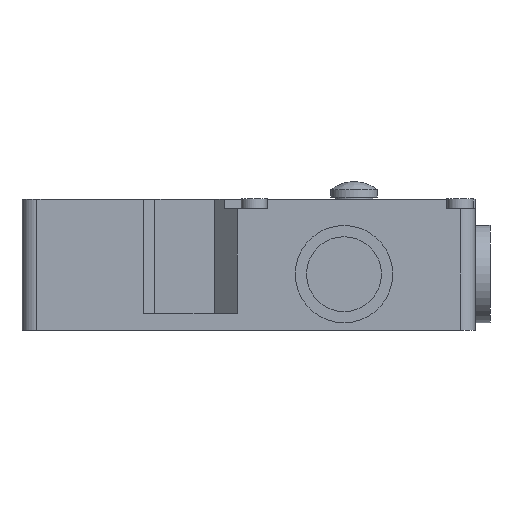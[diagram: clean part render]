
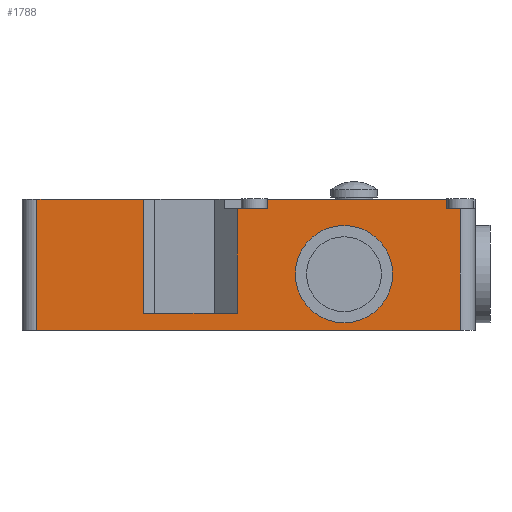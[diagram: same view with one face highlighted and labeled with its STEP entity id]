
A CAD part, front view. The second image highlights one B-rep face of the part: STEP entity #1788.
In plain terms, the highlighted planar face has unit normal (0, -1, 0).
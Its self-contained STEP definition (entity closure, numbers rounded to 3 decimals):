
#398 = LINE ( 'NONE', #399, #3216 ) ;
#399 = CARTESIAN_POINT ( 'NONE',  ( -25.5, 0., 35. ) ) ;
#400 = DIRECTION ( 'NONE',  ( 1., 0., 0. ) ) ;
#401 = LINE ( 'NONE', #402, #3217 ) ;
#402 = CARTESIAN_POINT ( 'NONE',  ( 27.5, 0., 33.75 ) ) ;
#403 = DIRECTION ( 'NONE',  ( 0., 0., 1. ) ) ;
#407 = LINE ( 'NONE', #408, #3219 ) ;
#408 = CARTESIAN_POINT ( 'NONE',  ( -25.5, 0., 35. ) ) ;
#409 = DIRECTION ( 'NONE',  ( 1., 0., 0. ) ) ;
#416 = LINE ( 'NONE', #417, #3222 ) ;
#417 = CARTESIAN_POINT ( 'NONE',  ( -20.5, 0., 17.5 ) ) ;
#418 = DIRECTION ( 'NONE',  ( 0., 0., 1. ) ) ;
#464 = LINE ( 'NONE', #465, #3239 ) ;
#465 = CARTESIAN_POINT ( 'NONE',  ( -53.5, 0., 17.5 ) ) ;
#466 = DIRECTION ( 'NONE',  ( 0., 0., -1. ) ) ;
#479 = LINE ( 'NONE', #480, #3243 ) ;
#480 = CARTESIAN_POINT ( 'NONE',  ( -82., 0., 17.5 ) ) ;
#481 = DIRECTION ( 'NONE',  ( 0., 0., 1. ) ) ;
#596 = LINE ( 'NONE', #597, #3284 ) ;
#597 = CARTESIAN_POINT ( 'NONE',  ( -25.5, 0., 0. ) ) ;
#598 = DIRECTION ( 'NONE',  ( -1., 0., 0. ) ) ;
#750 = PLANE ( 'NONE',  #3374 ) ;
#751 = CARTESIAN_POINT ( 'NONE',  ( -82., 0., 0. ) ) ;
#752 = DIRECTION ( 'NONE',  ( 0., 1., 0. ) ) ;
#753 = DIRECTION ( 'NONE',  ( 0., 0., 1. ) ) ;
#871 = LINE ( 'NONE', #872, #3425 ) ;
#872 = CARTESIAN_POINT ( 'NONE',  ( -25.5, 0., 4.5 ) ) ;
#873 = DIRECTION ( 'NONE',  ( 1., 0., 0. ) ) ;
#928 = LINE ( 'NONE', #929, #3447 ) ;
#929 = CARTESIAN_POINT ( 'NONE',  ( -28.5, 0., 17.5 ) ) ;
#930 = DIRECTION ( 'NONE',  ( 0., 0., 1. ) ) ;
#940 = LINE ( 'NONE', #941, #3450 ) ;
#941 = CARTESIAN_POINT ( 'NONE',  ( -25.5, 0., 32.5 ) ) ;
#942 = DIRECTION ( 'NONE',  ( 1., 0., 0. ) ) ;
#948 = CARTESIAN_POINT ( 'NONE',  ( 0., 0., 15. ) ) ;
#955 = DIRECTION ( 'NONE',  ( 0., -1., 0. ) ) ;
#956 = DIRECTION ( 'NONE',  ( 0., 0., 1. ) ) ;
#961 = LINE ( 'NONE', #962, #3458 ) ;
#962 = CARTESIAN_POINT ( 'NONE',  ( 31., 0., 17.5 ) ) ;
#963 = DIRECTION ( 'NONE',  ( 0., 0., -1. ) ) ;
#988 = LINE ( 'NONE', #989, #3466 ) ;
#989 = CARTESIAN_POINT ( 'NONE',  ( -25.5, 0., 32.5 ) ) ;
#990 = DIRECTION ( 'NONE',  ( 1., 0., 0. ) ) ;
#1296 = CIRCLE ( 'NONE', #3441, 13. ) ;
#1341 = CIRCLE ( 'NONE', #5203, 13. ) ;
#1360 = EDGE_CURVE ( 'NONE', #2467, #2468, #1341, .T. ) ;
#1642 = EDGE_CURVE ( 'NONE', #2330, #2329, #398, .T. ) ;
#1643 = EDGE_CURVE ( 'NONE', #2362, #2323, #401, .T. ) ;
#1647 = EDGE_CURVE ( 'NONE', #2324, #2323, #407, .T. ) ;
#1650 = EDGE_CURVE ( 'NONE', #2371, #2324, #416, .T. ) ;
#1670 = EDGE_CURVE ( 'NONE', #2329, #2379, #464, .T. ) ;
#1677 = EDGE_CURVE ( 'NONE', #2351, #2330, #479, .T. ) ;
#1726 = EDGE_CURVE ( 'NONE', #2366, #2351, #596, .T. ) ;
#1788 = ADVANCED_FACE ( 'NONE', ( #3368, #3371 ), #750, .F. ) ;
#1866 = EDGE_CURVE ( 'NONE', #2379, #2377, #871, .T. ) ;
#1885 = EDGE_CURVE ( 'NONE', #2377, #2372, #928, .T. ) ;
#1889 = EDGE_CURVE ( 'NONE', #2372, #2371, #940, .T. ) ;
#1894 = EDGE_CURVE ( 'NONE', #2468, #2467, #1296, .T. ) ;
#1896 = EDGE_CURVE ( 'NONE', #2368, #2366, #961, .T. ) ;
#1905 = EDGE_CURVE ( 'NONE', #2362, #2368, #988, .T. ) ;
#2094 = EDGE_LOOP ( 'NONE', ( #4906, #4904 ) ) ;
#2095 = EDGE_LOOP ( 'NONE', ( #4903, #4901, #4902, #4895, #4898, #4894, #4893, #4892, #4889, #4888, #4891, #4887 ) ) ;
#2323 = VERTEX_POINT ( 'NONE', #3830 ) ;
#2324 = VERTEX_POINT ( 'NONE', #3831 ) ;
#2329 = VERTEX_POINT ( 'NONE', #3836 ) ;
#2330 = VERTEX_POINT ( 'NONE', #3837 ) ;
#2351 = VERTEX_POINT ( 'NONE', #3858 ) ;
#2362 = VERTEX_POINT ( 'NONE', #3869 ) ;
#2366 = VERTEX_POINT ( 'NONE', #3873 ) ;
#2368 = VERTEX_POINT ( 'NONE', #3875 ) ;
#2371 = VERTEX_POINT ( 'NONE', #3878 ) ;
#2372 = VERTEX_POINT ( 'NONE', #3879 ) ;
#2377 = VERTEX_POINT ( 'NONE', #3884 ) ;
#2379 = VERTEX_POINT ( 'NONE', #3886 ) ;
#2467 = VERTEX_POINT ( 'NONE', #3974 ) ;
#2468 = VERTEX_POINT ( 'NONE', #3975 ) ;
#2862 = CARTESIAN_POINT ( 'NONE',  ( 0., 0., 15. ) ) ;
#2863 = DIRECTION ( 'NONE',  ( 0., -1., 0. ) ) ;
#2864 = DIRECTION ( 'NONE',  ( 0., 0., 1. ) ) ;
#3216 = VECTOR ( 'NONE', #400, 1000. ) ;
#3217 = VECTOR ( 'NONE', #403, 1000. ) ;
#3219 = VECTOR ( 'NONE', #409, 1000. ) ;
#3222 = VECTOR ( 'NONE', #418, 1000. ) ;
#3239 = VECTOR ( 'NONE', #466, 1000. ) ;
#3243 = VECTOR ( 'NONE', #481, 1000. ) ;
#3284 = VECTOR ( 'NONE', #598, 1000. ) ;
#3368 = FACE_BOUND ( 'NONE', #2094, .T. ) ;
#3371 = FACE_OUTER_BOUND ( 'NONE', #2095, .T. ) ;
#3374 = AXIS2_PLACEMENT_3D ( 'NONE', #751, #752, #753 ) ;
#3425 = VECTOR ( 'NONE', #873, 1000. ) ;
#3441 = AXIS2_PLACEMENT_3D ( 'NONE', #948, #955, #956 ) ;
#3447 = VECTOR ( 'NONE', #930, 1000. ) ;
#3450 = VECTOR ( 'NONE', #942, 1000. ) ;
#3458 = VECTOR ( 'NONE', #963, 1000. ) ;
#3466 = VECTOR ( 'NONE', #990, 1000. ) ;
#3830 = CARTESIAN_POINT ( 'NONE',  ( 27.5, 0., 35. ) ) ;
#3831 = CARTESIAN_POINT ( 'NONE',  ( -20.5, 0., 35. ) ) ;
#3836 = CARTESIAN_POINT ( 'NONE',  ( -53.5, 0., 35. ) ) ;
#3837 = CARTESIAN_POINT ( 'NONE',  ( -82., 0., 35. ) ) ;
#3858 = CARTESIAN_POINT ( 'NONE',  ( -82., 0., 0. ) ) ;
#3869 = CARTESIAN_POINT ( 'NONE',  ( 27.5, 0., 32.5 ) ) ;
#3873 = CARTESIAN_POINT ( 'NONE',  ( 31., 0., 0. ) ) ;
#3875 = CARTESIAN_POINT ( 'NONE',  ( 31., 0., 32.5 ) ) ;
#3878 = CARTESIAN_POINT ( 'NONE',  ( -20.5, 0., 32.5 ) ) ;
#3879 = CARTESIAN_POINT ( 'NONE',  ( -28.5, 0., 32.5 ) ) ;
#3884 = CARTESIAN_POINT ( 'NONE',  ( -28.5, 0., 4.5 ) ) ;
#3886 = CARTESIAN_POINT ( 'NONE',  ( -53.5, 0., 4.5 ) ) ;
#3974 = CARTESIAN_POINT ( 'NONE',  ( 0., 0., 2. ) ) ;
#3975 = CARTESIAN_POINT ( 'NONE',  ( 0., 0., 28. ) ) ;
#4887 = ORIENTED_EDGE ( 'NONE', *, *, #1905, .F. ) ;
#4888 = ORIENTED_EDGE ( 'NONE', *, *, #1726, .F. ) ;
#4889 = ORIENTED_EDGE ( 'NONE', *, *, #1677, .F. ) ;
#4891 = ORIENTED_EDGE ( 'NONE', *, *, #1896, .F. ) ;
#4892 = ORIENTED_EDGE ( 'NONE', *, *, #1642, .F. ) ;
#4893 = ORIENTED_EDGE ( 'NONE', *, *, #1670, .F. ) ;
#4894 = ORIENTED_EDGE ( 'NONE', *, *, #1866, .F. ) ;
#4895 = ORIENTED_EDGE ( 'NONE', *, *, #1889, .F. ) ;
#4898 = ORIENTED_EDGE ( 'NONE', *, *, #1885, .F. ) ;
#4901 = ORIENTED_EDGE ( 'NONE', *, *, #1647, .F. ) ;
#4902 = ORIENTED_EDGE ( 'NONE', *, *, #1650, .F. ) ;
#4903 = ORIENTED_EDGE ( 'NONE', *, *, #1643, .T. ) ;
#4904 = ORIENTED_EDGE ( 'NONE', *, *, #1360, .F. ) ;
#4906 = ORIENTED_EDGE ( 'NONE', *, *, #1894, .F. ) ;
#5203 = AXIS2_PLACEMENT_3D ( 'NONE', #2862, #2863, #2864 ) ;
